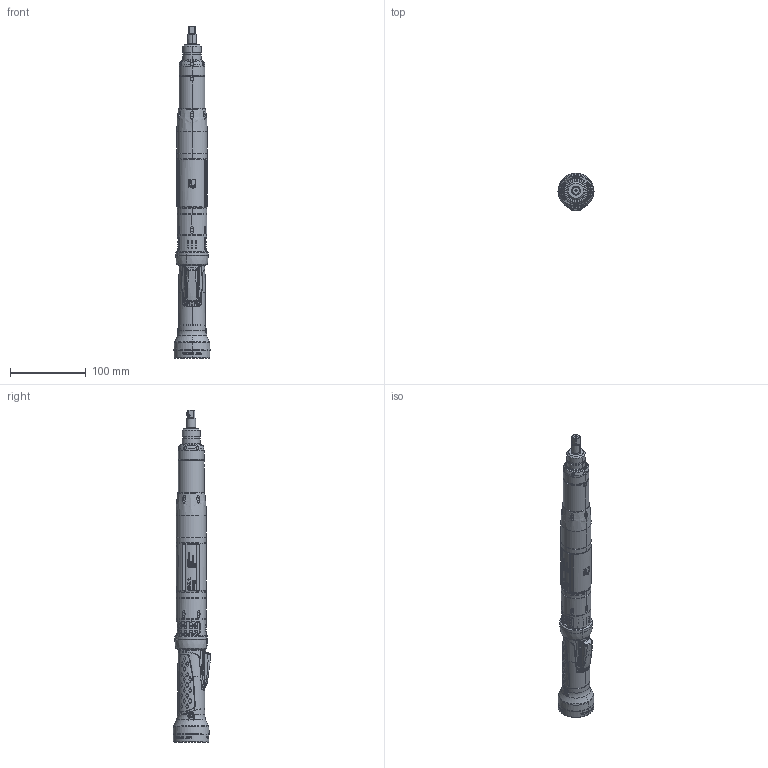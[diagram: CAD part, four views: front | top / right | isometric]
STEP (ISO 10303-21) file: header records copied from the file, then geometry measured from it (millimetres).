
FILE_DESCRIPTION((''),'2;1');
FILE_NAME('ASM0091_ASM','2024-06-12T20:40:31',('INEdipo'),(''),'CREO PARAMETRIC BY PTC INC, 2022414','CREO PARAMETRIC BY PTC INC, 2022414','');
FILE_SCHEMA(('CONFIG_CONTROL_DESIGN'));
Products named in the file (3): E2_SW0001; E1_SW0002; ASM0091_ASM
Assembly tree (2 placements, depth 2):
  ASM0091_ASM
    E2_SW0001
    E1_SW0002
Bounding box: 47.62 x 49.76 x 438.63 mm (x, y, z)
Volume: 445672.7 mm3; surface area: 82091.5 mm2
Topology: 3 solids, 5 shells, 4811 faces, 13030 edges, 8444 vertices
Faces by surface type: plane 1880, bspline 1168, extrusion 835, cylinder 637, cone 158, torus 76, sphere 38, revolution 19
Entity records: 243669 total; most frequent: CARTESIAN_POINT 137299, ORIENTED_EDGE 26032, DIRECTION 15144, EDGE_CURVE 13016, VERTEX_POINT 8444, B_SPLINE_CURVE_WITH_KNOTS 7203, VECTOR 5467, EDGE_LOOP 5218
